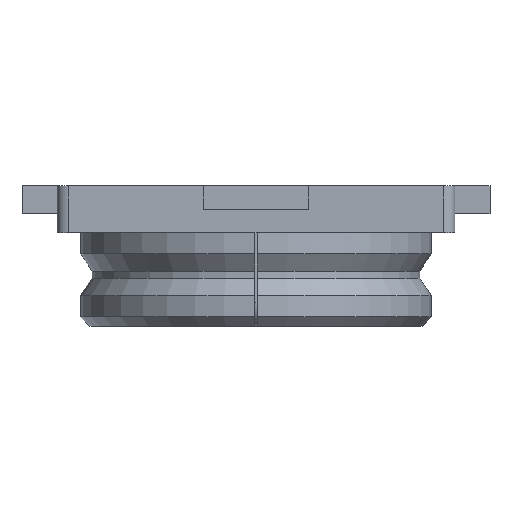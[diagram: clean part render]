
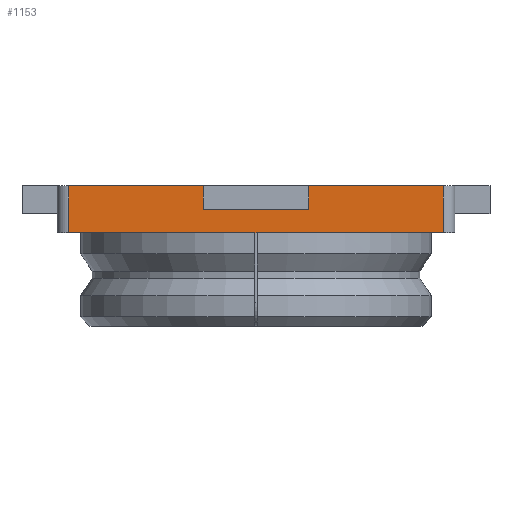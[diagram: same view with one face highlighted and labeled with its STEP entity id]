
A CAD part, front view. The second image highlights one B-rep face of the part: STEP entity #1153.
In plain terms, the highlighted planar face has unit normal (0, -1, 0).
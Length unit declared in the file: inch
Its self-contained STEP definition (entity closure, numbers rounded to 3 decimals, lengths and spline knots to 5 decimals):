
#242=DIRECTION('',(-1.,0.,0.));
#243=VECTOR('',#242,0.01772);
#244=CARTESIAN_POINT('',(0.00886,-0.03346,
-0.00394));
#245=LINE('',#244,#243);
#246=DIRECTION('',(0.,0.,-1.));
#247=VECTOR('',#246,0.00394);
#248=CARTESIAN_POINT('',(0.00886,-0.03346,0.));
#249=LINE('',#248,#247);
#250=DIRECTION('',(1.,0.,0.));
#251=VECTOR('',#250,0.02264);
#252=CARTESIAN_POINT('',(0.00886,-0.03346,0.));
#253=LINE('',#252,#251);
#254=DIRECTION('',(-1.,0.,0.));
#255=VECTOR('',#254,0.06299);
#256=CARTESIAN_POINT('',(0.0315,-0.03346,
-0.00787));
#257=LINE('',#256,#255);
#258=DIRECTION('',(1.,0.,0.));
#259=VECTOR('',#258,0.02264);
#260=CARTESIAN_POINT('',(-0.0315,-0.03346,0.));
#261=LINE('',#260,#259);
#262=DIRECTION('',(0.,0.,-1.));
#263=VECTOR('',#262,0.00394);
#264=CARTESIAN_POINT('',(-0.00886,-0.03346,0.));
#265=LINE('',#264,#263);
#290=DIRECTION('',(0.,0.,1.));
#291=VECTOR('',#290,0.00787);
#292=CARTESIAN_POINT('',(0.0315,-0.03346,
-0.00787));
#293=LINE('',#292,#291);
#370=DIRECTION('',(0.,0.,-1.));
#371=VECTOR('',#370,0.00787);
#372=CARTESIAN_POINT('',(-0.0315,-0.03346,0.));
#373=LINE('',#372,#371);
#788=CARTESIAN_POINT('',(0.0315,-0.03346,
-0.00787));
#789=CARTESIAN_POINT('',(0.0315,-0.03346,0.));
#790=VERTEX_POINT('',#788);
#791=VERTEX_POINT('',#789);
#792=CARTESIAN_POINT('',(-0.0315,-0.03346,
-0.00787));
#793=VERTEX_POINT('',#792);
#794=CARTESIAN_POINT('',(-0.0315,-0.03346,0.));
#795=VERTEX_POINT('',#794);
#902=CARTESIAN_POINT('',(0.00886,-0.03346,
-0.00394));
#903=CARTESIAN_POINT('',(-0.00886,-0.03346,
-0.00394));
#904=VERTEX_POINT('',#902);
#905=VERTEX_POINT('',#903);
#906=CARTESIAN_POINT('',(-0.00886,-0.03346,0.));
#907=VERTEX_POINT('',#906);
#908=CARTESIAN_POINT('',(0.00886,-0.03346,0.));
#909=VERTEX_POINT('',#908);
#1133=CARTESIAN_POINT('',(0.,-0.03346,-0.00394));
#1134=DIRECTION('',(0.,1.,0.));
#1135=DIRECTION('',(-1.,0.,0.));
#1136=AXIS2_PLACEMENT_3D('',#1133,#1134,#1135);
#1137=PLANE('',#1136);
#1139=ORIENTED_EDGE('',*,*,#1138,.F.);
#1141=ORIENTED_EDGE('',*,*,#1140,.F.);
#1142=ORIENTED_EDGE('',*,*,#1053,.T.);
#1144=ORIENTED_EDGE('',*,*,#1143,.F.);
#1145=ORIENTED_EDGE('',*,*,#1005,.T.);
#1147=ORIENTED_EDGE('',*,*,#1146,.F.);
#1148=ORIENTED_EDGE('',*,*,#1061,.T.);
#1150=ORIENTED_EDGE('',*,*,#1149,.T.);
#1151=EDGE_LOOP('',(#1139,#1141,#1142,#1144,#1145,#1147,#1148,#1150));
#1152=FACE_OUTER_BOUND('',#1151,.F.);
#1153=ADVANCED_FACE('',(#1152),#1137,.F.);
#1005=EDGE_CURVE('',#790,#793,#257,.T.);
#1053=EDGE_CURVE('',#909,#791,#253,.T.);
#1061=EDGE_CURVE('',#795,#907,#261,.T.);
#1138=EDGE_CURVE('',#904,#905,#245,.T.);
#1140=EDGE_CURVE('',#909,#904,#249,.T.);
#1143=EDGE_CURVE('',#790,#791,#293,.T.);
#1146=EDGE_CURVE('',#795,#793,#373,.T.);
#1149=EDGE_CURVE('',#907,#905,#265,.T.);
